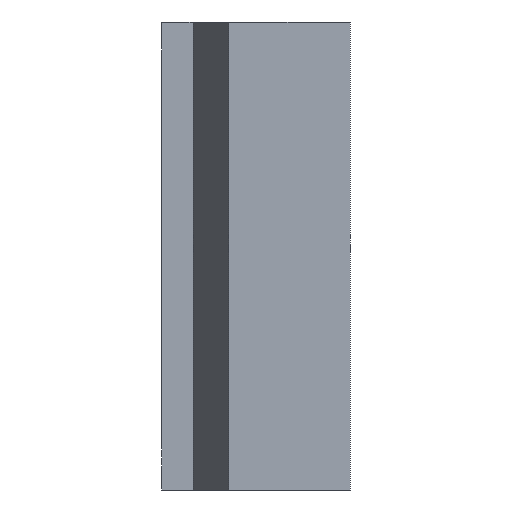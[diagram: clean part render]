
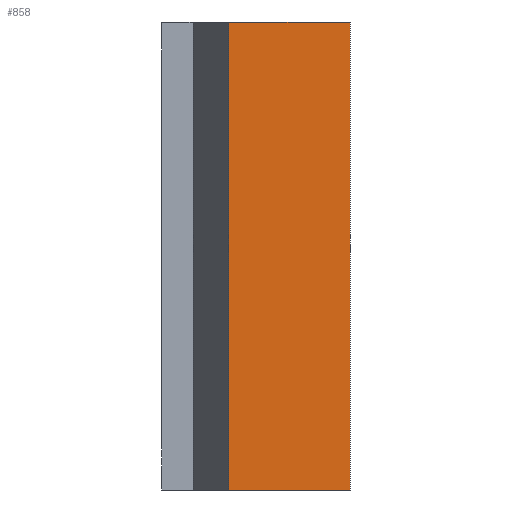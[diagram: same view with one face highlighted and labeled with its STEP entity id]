
A CAD part, left-side view. The second image highlights one B-rep face of the part: STEP entity #858.
In plain terms, the highlighted planar face has unit normal (-1, 0, 0).
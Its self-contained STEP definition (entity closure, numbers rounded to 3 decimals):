
#38=PLANE('',#929);
#65=LINE('',#1400,#115);
#68=LINE('',#1406,#118);
#69=LINE('',#1408,#119);
#70=LINE('',#1410,#120);
#115=VECTOR('',#1050,1000.);
#118=VECTOR('',#1055,1000.);
#119=VECTOR('',#1056,1000.);
#120=VECTOR('',#1057,1000.);
#190=ORIENTED_EDGE('',*,*,#404,.T.);
#191=ORIENTED_EDGE('',*,*,#405,.F.);
#192=ORIENTED_EDGE('',*,*,#406,.F.);
#193=ORIENTED_EDGE('',*,*,#401,.T.);
#401=EDGE_CURVE('',#509,#508,#65,.T.);
#404=EDGE_CURVE('',#508,#511,#68,.T.);
#405=EDGE_CURVE('',#512,#511,#69,.T.);
#406=EDGE_CURVE('',#509,#512,#70,.T.);
#508=VERTEX_POINT('',#1399);
#509=VERTEX_POINT('',#1401);
#511=VERTEX_POINT('',#1407);
#512=VERTEX_POINT('',#1409);
#628=EDGE_LOOP('',(#190,#191,#192,#193));
#732=FACE_BOUND('',#628,.T.);
#858=ADVANCED_FACE('',(#732),#38,.F.);
#929=AXIS2_PLACEMENT_3D('',#1405,#1053,#1054);
#1050=DIRECTION('',(0.,0.,-1.));
#1053=DIRECTION('',(1.,0.,0.));
#1054=DIRECTION('',(0.,0.,-1.));
#1055=DIRECTION('',(0.,-1.,0.));
#1056=DIRECTION('',(0.,0.,-1.));
#1057=DIRECTION('',(0.,-1.,0.));
#1399=CARTESIAN_POINT('',(-29.,14.837,0.));
#1400=CARTESIAN_POINT('',(-29.,14.837,57.));
#1401=CARTESIAN_POINT('',(-29.,14.837,57.));
#1405=CARTESIAN_POINT('',(-29.,14.837,57.));
#1406=CARTESIAN_POINT('',(-29.,14.837,0.));
#1407=CARTESIAN_POINT('',(-29.,0.,0.));
#1408=CARTESIAN_POINT('',(-29.,0.,57.));
#1409=CARTESIAN_POINT('',(-29.,0.,57.));
#1410=CARTESIAN_POINT('',(-29.,14.837,57.));
